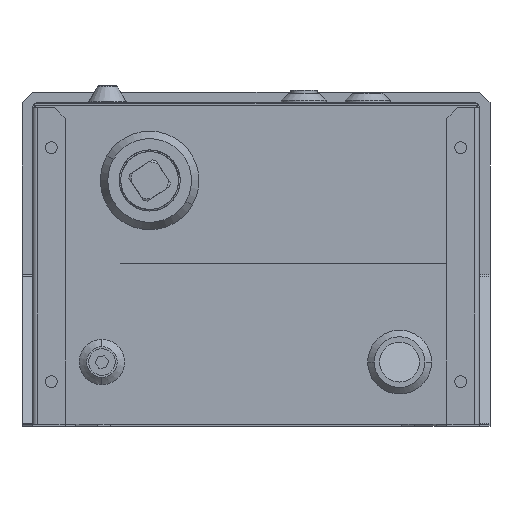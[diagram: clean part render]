
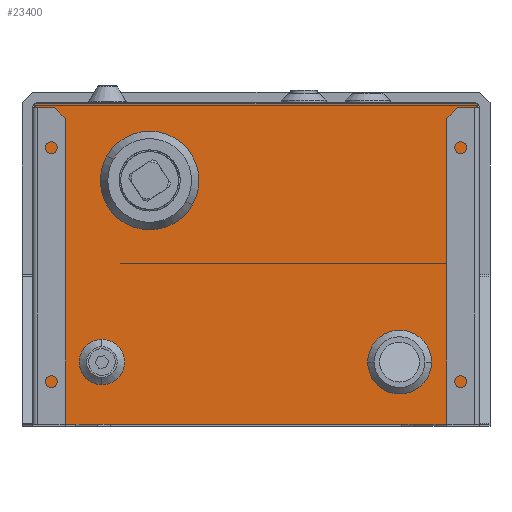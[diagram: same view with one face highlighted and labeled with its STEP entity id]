
A CAD part, front view. The second image highlights one B-rep face of the part: STEP entity #23400.
In plain terms, the highlighted planar face has unit normal (0, -1, 0).
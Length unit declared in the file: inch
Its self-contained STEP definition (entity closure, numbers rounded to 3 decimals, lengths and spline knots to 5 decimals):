
#126 = CARTESIAN_POINT ( 'NONE',  ( 0., 7.6744, 0. ) ) ;
#3167 = CARTESIAN_POINT ( 'NONE',  ( -5., 7.6744, 2.707 ) ) ;
#4020 = DIRECTION ( 'NONE',  ( 0., 0., 1. ) ) ;
#7088 = CARTESIAN_POINT ( 'NONE',  ( -7.24422, 7.6744, -5.11125 ) ) ;
#7875 = VECTOR ( 'NONE', #13452, 39.37008 ) ;
#10026 = DIRECTION ( 'NONE',  ( 1., 0., 0. ) ) ;
#10753 = CARTESIAN_POINT ( 'NONE',  ( -5., 7.6744, 5.207 ) ) ;
#12367 = ORIENTED_EDGE ( 'NONE', *, *, #69363, .F. ) ;
#13230 = DIRECTION ( 'NONE',  ( 0., 0., 1. ) ) ;
#13452 = DIRECTION ( 'NONE',  ( 0., 0., -1. ) ) ;
#14362 = DIRECTION ( 'NONE',  ( 0., -1., 0. ) ) ;
#14719 = DIRECTION ( 'NONE',  ( 0., 0., 1. ) ) ;
#16297 = DIRECTION ( 'NONE',  ( -1., 0., 0. ) ) ;
#16592 = CARTESIAN_POINT ( 'NONE',  ( 10.4, 7.6744, 7.5523 ) ) ;
#18967 = CIRCLE ( 'NONE', #68850, 1.25 ) ;
#19039 = CARTESIAN_POINT ( 'NONE',  ( 10.4, 7.6744, -7.5523 ) ) ;
#19748 = CARTESIAN_POINT ( 'NONE',  ( -5., 7.6744, 3.957 ) ) ;
#20134 = DIRECTION ( 'NONE',  ( 0., -1., 0. ) ) ;
#20139 = VECTOR ( 'NONE', #16297, 39.37008 ) ;
#20309 = FACE_OUTER_BOUND ( 'NONE', #79164, .T. ) ;
#20783 = CARTESIAN_POINT ( 'NONE',  ( -7.24422, 7.6744, -4.58 ) ) ;
#21207 = DIRECTION ( 'NONE',  ( 0., 0., 1. ) ) ;
#21279 = DIRECTION ( 'NONE',  ( 0., 0., 1. ) ) ;
#23400 = ADVANCED_FACE ( 'NONE', ( #81136, #73558, #58540, #20309 ), #82126, .F. ) ;
#25744 = CIRCLE ( 'NONE', #65808, 1. ) ;
#26772 = VERTEX_POINT ( 'NONE', #80735 ) ;
#27160 = ORIENTED_EDGE ( 'NONE', *, *, #98504, .F. ) ;
#27183 = VECTOR ( 'NONE', #10026, 39.37008 ) ;
#27220 = CARTESIAN_POINT ( 'NONE',  ( -7.24422, 7.6744, -4.58 ) ) ;
#27390 = AXIS2_PLACEMENT_3D ( 'NONE', #19748, #42383, #21207 ) ;
#27721 = VERTEX_POINT ( 'NONE', #10753 ) ;
#28472 = EDGE_LOOP ( 'NONE', ( #36171, #92253 ) ) ;
#30075 = CIRCLE ( 'NONE', #54145, 0.53125 ) ;
#31485 = AXIS2_PLACEMENT_3D ( 'NONE', #126, #99177, #13230 ) ;
#32742 = EDGE_CURVE ( 'NONE', #27721, #44651, #33798, .T. ) ;
#33798 = CIRCLE ( 'NONE', #27390, 1.25 ) ;
#36171 = ORIENTED_EDGE ( 'NONE', *, *, #86155, .F. ) ;
#36775 = CARTESIAN_POINT ( 'NONE',  ( 6.75, 7.6744, -4.58 ) ) ;
#36999 = CARTESIAN_POINT ( 'NONE',  ( -10.4, 7.6744, -7.5 ) ) ;
#38044 = CARTESIAN_POINT ( 'NONE',  ( 6.75, 7.6744, -4.58 ) ) ;
#38366 = EDGE_LOOP ( 'NONE', ( #78506, #27160 ) ) ;
#39438 = VERTEX_POINT ( 'NONE', #36999 ) ;
#40100 = CARTESIAN_POINT ( 'NONE',  ( 6.75, 7.6744, -3.58 ) ) ;
#42383 = DIRECTION ( 'NONE',  ( 0., -1., 0. ) ) ;
#44651 = VERTEX_POINT ( 'NONE', #3167 ) ;
#44888 = ORIENTED_EDGE ( 'NONE', *, *, #88604, .F. ) ;
#45044 = DIRECTION ( 'NONE',  ( 0., 0., 1. ) ) ;
#46234 = ORIENTED_EDGE ( 'NONE', *, *, #66067, .F. ) ;
#47777 = ORIENTED_EDGE ( 'NONE', *, *, #85229, .F. ) ;
#50382 = DIRECTION ( 'NONE',  ( 0., -1., 0. ) ) ;
#51432 = LINE ( 'NONE', #91188, #53358 ) ;
#53328 = EDGE_CURVE ( 'NONE', #26772, #92893, #63384, .T. ) ;
#53358 = VECTOR ( 'NONE', #21279, 39.37008 ) ;
#53835 = VERTEX_POINT ( 'NONE', #88242 ) ;
#54012 = AXIS2_PLACEMENT_3D ( 'NONE', #38044, #14362, #45044 ) ;
#54145 = AXIS2_PLACEMENT_3D ( 'NONE', #20783, #66038, #14719 ) ;
#58540 = FACE_BOUND ( 'NONE', #70856, .T. ) ;
#61017 = AXIS2_PLACEMENT_3D ( 'NONE', #27220, #20134, #4020 ) ;
#63384 = LINE ( 'NONE', #94013, #27183 ) ;
#65808 = AXIS2_PLACEMENT_3D ( 'NONE', #36775, #90540, #82489 ) ;
#66038 = DIRECTION ( 'NONE',  ( 0., -1., 0. ) ) ;
#66067 = EDGE_CURVE ( 'NONE', #72114, #92254, #96285, .T. ) ;
#68850 = AXIS2_PLACEMENT_3D ( 'NONE', #89127, #50382, #81579 ) ;
#69363 = EDGE_CURVE ( 'NONE', #92893, #75398, #87944, .T. ) ;
#70224 = EDGE_CURVE ( 'NONE', #53835, #78697, #25744, .T. ) ;
#70856 = EDGE_LOOP ( 'NONE', ( #44888, #46234 ) ) ;
#70989 = ORIENTED_EDGE ( 'NONE', *, *, #53328, .F. ) ;
#72114 = VERTEX_POINT ( 'NONE', #7088 ) ;
#73558 = FACE_BOUND ( 'NONE', #28472, .T. ) ;
#75398 = VERTEX_POINT ( 'NONE', #78737 ) ;
#78506 = ORIENTED_EDGE ( 'NONE', *, *, #32742, .F. ) ;
#78697 = VERTEX_POINT ( 'NONE', #40100 ) ;
#78737 = CARTESIAN_POINT ( 'NONE',  ( 10.4, 7.6744, -7.5 ) ) ;
#79164 = EDGE_LOOP ( 'NONE', ( #85889, #47777, #12367, #70989 ) ) ;
#80735 = CARTESIAN_POINT ( 'NONE',  ( -10.4, 7.6744, 7.5523 ) ) ;
#81136 = FACE_BOUND ( 'NONE', #38366, .T. ) ;
#81362 = EDGE_CURVE ( 'NONE', #39438, #26772, #51432, .T. ) ;
#81579 = DIRECTION ( 'NONE',  ( 0., 0., 1. ) ) ;
#82126 = PLANE ( 'NONE',  #31485 ) ;
#82489 = DIRECTION ( 'NONE',  ( 0., 0., 1. ) ) ;
#84713 = LINE ( 'NONE', #85199, #20139 ) ;
#85199 = CARTESIAN_POINT ( 'NONE',  ( -10.4, 7.6744, -7.5 ) ) ;
#85229 = EDGE_CURVE ( 'NONE', #75398, #39438, #84713, .T. ) ;
#85889 = ORIENTED_EDGE ( 'NONE', *, *, #81362, .F. ) ;
#86155 = EDGE_CURVE ( 'NONE', #78697, #53835, #97333, .T. ) ;
#87944 = LINE ( 'NONE', #19039, #7875 ) ;
#88242 = CARTESIAN_POINT ( 'NONE',  ( 6.75, 7.6744, -5.58 ) ) ;
#88604 = EDGE_CURVE ( 'NONE', #92254, #72114, #30075, .T. ) ;
#89127 = CARTESIAN_POINT ( 'NONE',  ( -5., 7.6744, 3.957 ) ) ;
#90540 = DIRECTION ( 'NONE',  ( 0., -1., 0. ) ) ;
#91188 = CARTESIAN_POINT ( 'NONE',  ( -10.4, 7.6744, -7.5523 ) ) ;
#92253 = ORIENTED_EDGE ( 'NONE', *, *, #70224, .F. ) ;
#92254 = VERTEX_POINT ( 'NONE', #95954 ) ;
#92893 = VERTEX_POINT ( 'NONE', #16592 ) ;
#94013 = CARTESIAN_POINT ( 'NONE',  ( -10.4, 7.6744, 7.5523 ) ) ;
#95954 = CARTESIAN_POINT ( 'NONE',  ( -7.24422, 7.6744, -4.04875 ) ) ;
#96285 = CIRCLE ( 'NONE', #61017, 0.53125 ) ;
#97333 = CIRCLE ( 'NONE', #54012, 1. ) ;
#98504 = EDGE_CURVE ( 'NONE', #44651, #27721, #18967, .T. ) ;
#99177 = DIRECTION ( 'NONE',  ( 0., 1., 0. ) ) ;
